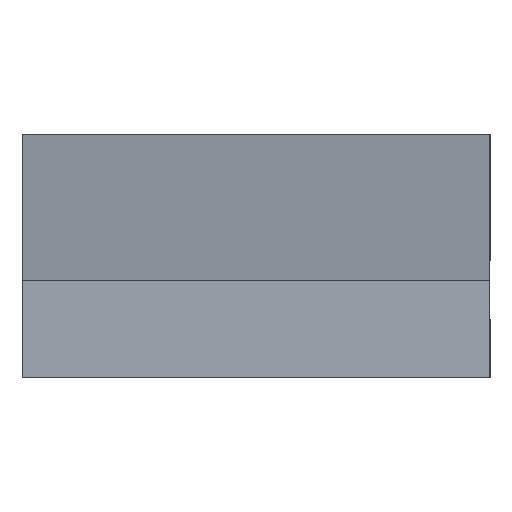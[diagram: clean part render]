
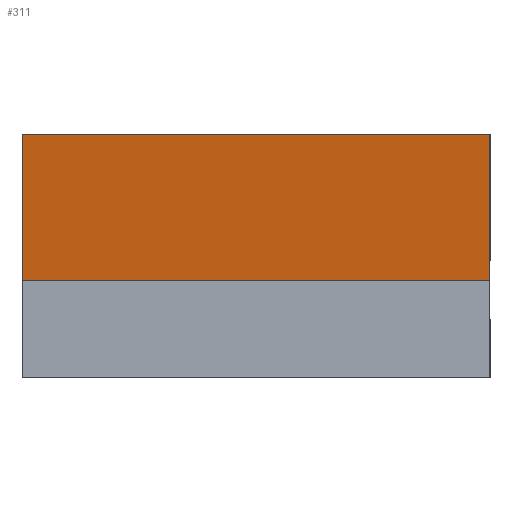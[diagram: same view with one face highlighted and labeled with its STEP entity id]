
A CAD part, left-side view. The second image highlights one B-rep face of the part: STEP entity #311.
In plain terms, the highlighted planar face has unit normal (-0.164, 0, 0.986).
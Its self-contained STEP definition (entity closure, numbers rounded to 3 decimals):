
#1 = CARTESIAN_POINT ( 'NONE',  ( 0., 24.001, 10. ) ) ;
#62 = AXIS2_PLACEMENT_3D ( 'NONE', #1, #670, #757 ) ;
#79 = CARTESIAN_POINT ( 'NONE',  ( 90., 24., 25. ) ) ;
#84 = EDGE_CURVE ( 'NONE', #329, #758, #1005, .T. ) ;
#166 = CARTESIAN_POINT ( 'NONE',  ( 0., 24., 10. ) ) ;
#221 = CARTESIAN_POINT ( 'NONE',  ( 0., -24., 10. ) ) ;
#222 = CARTESIAN_POINT ( 'NONE',  ( 0., 24., 10. ) ) ;
#311 = ADVANCED_FACE ( 'NONE', ( #526 ), #684, .F. ) ;
#329 = VERTEX_POINT ( 'NONE', #1093 ) ;
#343 = CARTESIAN_POINT ( 'NONE',  ( 90., 24.001, 25. ) ) ;
#405 = ORIENTED_EDGE ( 'NONE', *, *, #658, .F. ) ;
#426 = LINE ( 'NONE', #222, #450 ) ;
#450 = VECTOR ( 'NONE', #735, 1000. ) ;
#526 = FACE_OUTER_BOUND ( 'NONE', #971, .T. ) ;
#530 = CARTESIAN_POINT ( 'NONE',  ( 0., 24.001, 10. ) ) ;
#573 = VERTEX_POINT ( 'NONE', #79 ) ;
#594 = VERTEX_POINT ( 'NONE', #166 ) ;
#611 = VECTOR ( 'NONE', #814, 1000. ) ;
#617 = CARTESIAN_POINT ( 'NONE',  ( 90., -24., 25. ) ) ;
#658 = EDGE_CURVE ( 'NONE', #573, #758, #1057, .T. ) ;
#670 = DIRECTION ( 'NONE',  ( 0.164, 0., -0.986 ) ) ;
#678 = DIRECTION ( 'NONE',  ( 0., -1., 0. ) ) ;
#684 = PLANE ( 'NONE',  #62 ) ;
#698 = ORIENTED_EDGE ( 'NONE', *, *, #811, .T. ) ;
#708 = DIRECTION ( 'NONE',  ( 0., -1., 0. ) ) ;
#719 = LINE ( 'NONE', #530, #1070 ) ;
#735 = DIRECTION ( 'NONE',  ( -0.986, 0., -0.164 ) ) ;
#757 = DIRECTION ( 'NONE',  ( -0.986, 0., -0.164 ) ) ;
#758 = VERTEX_POINT ( 'NONE', #617 ) ;
#811 = EDGE_CURVE ( 'NONE', #594, #329, #719, .T. ) ;
#814 = DIRECTION ( 'NONE',  ( 0.986, 0., 0.164 ) ) ;
#848 = VECTOR ( 'NONE', #678, 1000. ) ;
#971 = EDGE_LOOP ( 'NONE', ( #1018, #698, #1021, #405 ) ) ;
#1005 = LINE ( 'NONE', #221, #611 ) ;
#1018 = ORIENTED_EDGE ( 'NONE', *, *, #1044, .T. ) ;
#1021 = ORIENTED_EDGE ( 'NONE', *, *, #84, .T. ) ;
#1044 = EDGE_CURVE ( 'NONE', #573, #594, #426, .T. ) ;
#1057 = LINE ( 'NONE', #343, #848 ) ;
#1070 = VECTOR ( 'NONE', #708, 1000. ) ;
#1093 = CARTESIAN_POINT ( 'NONE',  ( 0., -24., 10. ) ) ;
